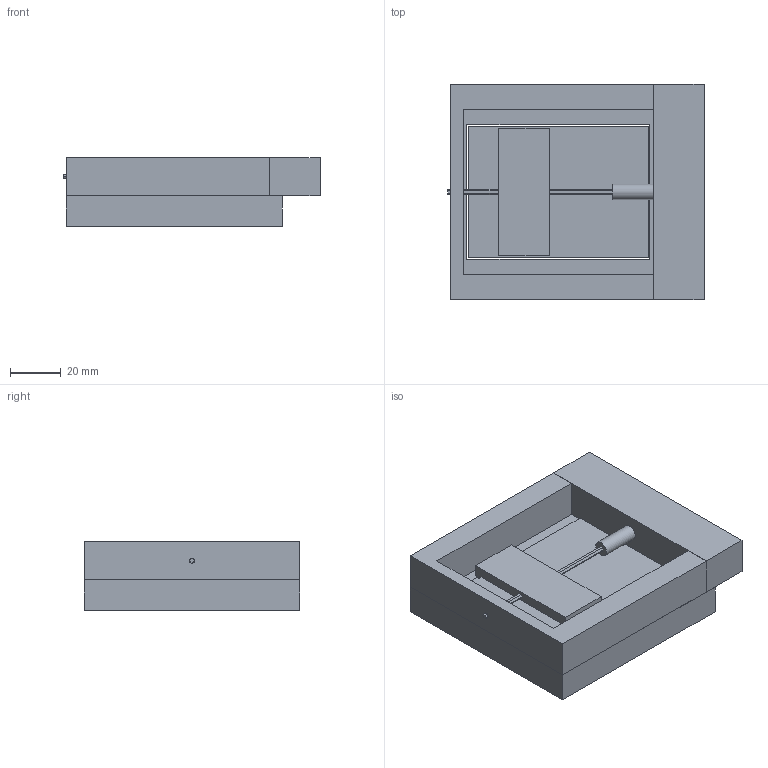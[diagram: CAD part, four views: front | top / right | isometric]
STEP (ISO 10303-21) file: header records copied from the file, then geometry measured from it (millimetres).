
FILE_DESCRIPTION(/* description */ (''),/* implementation_level */ '2;1');
FILE_NAME(/* name */ 'Task2-3.step',/* time_stamp */ '2021-03-22T03:59:14+08:00',/* author */ (''),/* organization */ (''),/* preprocessor_version */ 'ST-DEVELOPER v18.1',/* originating_system */ 'Autodesk Translation Framework v9.10.0.1330',/* authorisation */ '');
FILE_SCHEMA (('AUTOMOTIVE_DESIGN { 1 0 10303 214 3 1 1 }'));
Length unit declared in the file: millimetre
Products named in the file (8): Task2-4; Lever; Switches; panel; Button; shaft; Frame; Converter
Assembly tree (7 placements, depth 3):
  Task2-4
    Lever
    Switches
      panel
      Button
    shaft
    Frame
    Converter
Bounding box: 101 x 85 x 27 mm (x, y, z)
Volume: 97760.6 mm3; surface area: 47190.2 mm2
Topology: 7 solids, 7 shells, 105 faces, 243 edges, 162 vertices
Faces by surface type: plane 95, cylinder 10
Full cylindrical faces by diameter (mm): 1 x4, 2 x1, 3 x1, 6 x1
Entity records: 3230 total; most frequent: CARTESIAN_POINT 526, DIRECTION 505, ORIENTED_EDGE 486, EDGE_CURVE 243, LINE 223, VECTOR 223, VERTEX_POINT 162, AXIS2_PLACEMENT_3D 141
